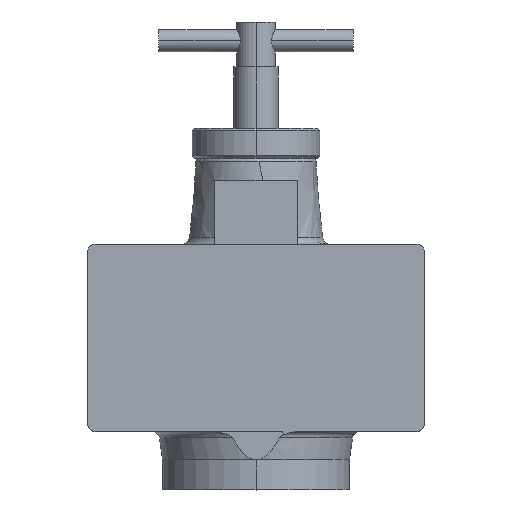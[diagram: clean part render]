
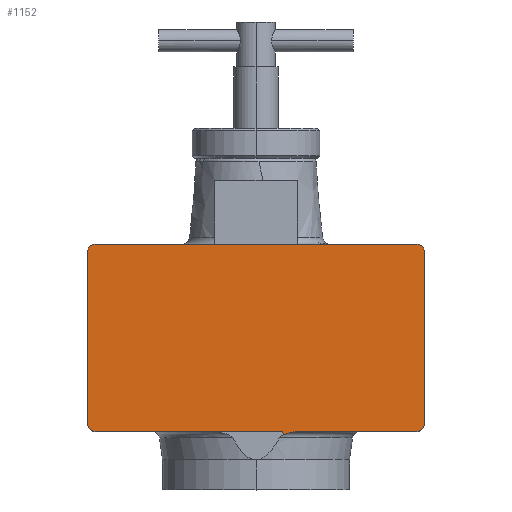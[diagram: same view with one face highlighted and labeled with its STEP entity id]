
A CAD part, top view. The second image highlights one B-rep face of the part: STEP entity #1152.
In plain terms, the highlighted planar face has unit normal (0, 0, 1).
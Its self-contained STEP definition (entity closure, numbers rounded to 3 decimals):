
#11 = CARTESIAN_POINT ( 'NONE',  ( 21.5, 12.5, 12.5 ) ) ;
#26 = ORIENTED_EDGE ( 'NONE', *, *, #1521, .T. ) ;
#55 = CARTESIAN_POINT ( 'NONE',  ( 1.19, -12.5, 12.5 ) ) ;
#74 = CIRCLE ( 'NONE', #1194, 1. ) ;
#77 = CARTESIAN_POINT ( 'NONE',  ( 3.571, -12.5, 12.5 ) ) ;
#91 = DIRECTION ( 'NONE',  ( 0., -1., 0. ) ) ;
#95 = AXIS2_PLACEMENT_3D ( 'NONE', #1374, #1380, #2094 ) ;
#106 = CARTESIAN_POINT ( 'NONE',  ( -22.5, -12.5, 12.5 ) ) ;
#112 = VERTEX_POINT ( 'NONE', #1636 ) ;
#134 = CARTESIAN_POINT ( 'NONE',  ( 3.628, -12.819, 12.5 ) ) ;
#175 = VERTEX_POINT ( 'NONE', #11 ) ;
#189 = CARTESIAN_POINT ( 'NONE',  ( 21.5, -11.5, 12.5 ) ) ;
#202 = CARTESIAN_POINT ( 'NONE',  ( 5.213, -12.545, 12.5 ) ) ;
#223 = CARTESIAN_POINT ( 'NONE',  ( 4.421, -12.711, 12.5 ) ) ;
#232 = VERTEX_POINT ( 'NONE', #1858 ) ;
#242 = CARTESIAN_POINT ( 'NONE',  ( -3.571, -12.5, 12.5 ) ) ;
#285 = EDGE_CURVE ( 'NONE', #232, #765, #444, .T. ) ;
#294 = VERTEX_POINT ( 'NONE', #983 ) ;
#319 = CARTESIAN_POINT ( 'NONE',  ( -21.5, 12.5, 12.5 ) ) ;
#336 = CARTESIAN_POINT ( 'NONE',  ( -22.5, 11.5, 12.5 ) ) ;
#349 = VERTEX_POINT ( 'NONE', #242 ) ;
#353 = EDGE_CURVE ( 'NONE', #112, #232, #1804, .T. ) ;
#373 = B_SPLINE_CURVE_WITH_KNOTS ( 'NONE', 3,
 ( #499, #853, #134, #1937 ),
 .UNSPECIFIED., .F., .F.,
 ( 4, 4 ),
 ( 0., 1. ),
 .UNSPECIFIED. ) ;
#374 = ORIENTED_EDGE ( 'NONE', *, *, #1289, .T. ) ;
#413 = CIRCLE ( 'NONE', #1167, 1. ) ;
#423 = CARTESIAN_POINT ( 'NONE',  ( -4.39, -12.5, 12.5 ) ) ;
#426 = CARTESIAN_POINT ( 'NONE',  ( -22.5, 12.5, 12.5 ) ) ;
#432 = CARTESIAN_POINT ( 'NONE',  ( -3.571, -12.5, 12.5 ) ) ;
#444 = LINE ( 'NONE', #1154, #2005 ) ;
#486 = DIRECTION ( 'NONE',  ( 0., 0., 1. ) ) ;
#499 = CARTESIAN_POINT ( 'NONE',  ( 3.571, -12.5, 12.5 ) ) ;
#514 = EDGE_CURVE ( 'NONE', #349, #1073, #1960, .T. ) ;
#522 = EDGE_CURVE ( 'NONE', #349, #294, #2315, .T. ) ;
#539 = ORIENTED_EDGE ( 'NONE', *, *, #808, .T. ) ;
#566 = AXIS2_PLACEMENT_3D ( 'NONE', #2156, #1783, #2308 ) ;
#583 = CARTESIAN_POINT ( 'NONE',  ( 4.034, -12.826, 12.5 ) ) ;
#612 = VECTOR ( 'NONE', #2283, 1000. ) ;
#613 = AXIS2_PLACEMENT_3D ( 'NONE', #1913, #486, #2090 ) ;
#618 = CARTESIAN_POINT ( 'NONE',  ( -6.027, -12.5, 12.5 ) ) ;
#627 = CARTESIAN_POINT ( 'NONE',  ( -22.5, -11.5, 12.5 ) ) ;
#629 = DIRECTION ( 'NONE',  ( 1., 0., 0. ) ) ;
#653 = ORIENTED_EDGE ( 'NONE', *, *, #353, .T. ) ;
#656 = VERTEX_POINT ( 'NONE', #1230 ) ;
#685 = VERTEX_POINT ( 'NONE', #336 ) ;
#696 = VECTOR ( 'NONE', #629, 1000. ) ;
#752 = LINE ( 'NONE', #1887, #696 ) ;
#756 = CARTESIAN_POINT ( 'NONE',  ( 4.617, -12.663, 12.5 ) ) ;
#765 = VERTEX_POINT ( 'NONE', #1091 ) ;
#800 = CARTESIAN_POINT ( 'NONE',  ( -21.5, -12.5, 12.5 ) ) ;
#803 = DIRECTION ( 'NONE',  ( 1., 0., 0. ) ) ;
#808 = EDGE_CURVE ( 'NONE', #1256, #959, #74, .T. ) ;
#853 = CARTESIAN_POINT ( 'NONE',  ( 3.599, -12.66, 12.5 ) ) ;
#863 = LINE ( 'NONE', #106, #1595 ) ;
#903 = VERTEX_POINT ( 'NONE', #1495 ) ;
#922 = DIRECTION ( 'NONE',  ( 0., 0., 1. ) ) ;
#945 = CARTESIAN_POINT ( 'NONE',  ( -21.5, -11.5, 12.5 ) ) ;
#958 = ORIENTED_EDGE ( 'NONE', *, *, #1069, .F. ) ;
#959 = VERTEX_POINT ( 'NONE', #800 ) ;
#972 = EDGE_CURVE ( 'NONE', #1381, #685, #1763, .T. ) ;
#982 = ORIENTED_EDGE ( 'NONE', *, *, #2095, .T. ) ;
#983 = CARTESIAN_POINT ( 'NONE',  ( -6.027, -12.5, 12.5 ) ) ;
#1010 = ORIENTED_EDGE ( 'NONE', *, *, #1781, .T. ) ;
#1016 = CARTESIAN_POINT ( 'NONE',  ( 3.571, -12.5, 12.5 ) ) ;
#1018 = ORIENTED_EDGE ( 'NONE', *, *, #1082, .T. ) ;
#1069 = EDGE_CURVE ( 'NONE', #903, #656, #1087, .T. ) ;
#1073 = VERTEX_POINT ( 'NONE', #1016 ) ;
#1082 = EDGE_CURVE ( 'NONE', #1073, #112, #373, .T. ) ;
#1087 = LINE ( 'NONE', #1741, #612 ) ;
#1091 = CARTESIAN_POINT ( 'NONE',  ( 21.5, -12.5, 12.5 ) ) ;
#1103 = CARTESIAN_POINT ( 'NONE',  ( 6.027, -12.5, 12.5 ) ) ;
#1131 = ORIENTED_EDGE ( 'NONE', *, *, #514, .T. ) ;
#1152 = ADVANCED_FACE ( 'NONE', ( #1504 ), #1240, .T. ) ;
#1154 = CARTESIAN_POINT ( 'NONE',  ( -22.5, -12.5, 12.5 ) ) ;
#1167 = AXIS2_PLACEMENT_3D ( 'NONE', #189, #2328, #1625 ) ;
#1194 = AXIS2_PLACEMENT_3D ( 'NONE', #945, #922, #1454 ) ;
#1219 = DIRECTION ( 'NONE',  ( 1., 0., 0. ) ) ;
#1230 = CARTESIAN_POINT ( 'NONE',  ( 22.5, -11.5, 12.5 ) ) ;
#1240 = PLANE ( 'NONE',  #566 ) ;
#1256 = VERTEX_POINT ( 'NONE', #627 ) ;
#1271 = ORIENTED_EDGE ( 'NONE', *, *, #522, .F. ) ;
#1280 = CARTESIAN_POINT ( 'NONE',  ( 3.842, -12.893, 12.5 ) ) ;
#1282 = VECTOR ( 'NONE', #91, 1000. ) ;
#1289 = EDGE_CURVE ( 'NONE', #959, #294, #863, .T. ) ;
#1323 = CARTESIAN_POINT ( 'NONE',  ( -3.571, -12.5, 12.5 ) ) ;
#1332 = CARTESIAN_POINT ( 'NONE',  ( -1.19, -12.5, 12.5 ) ) ;
#1374 = CARTESIAN_POINT ( 'NONE',  ( -21.5, 11.5, 12.5 ) ) ;
#1380 = DIRECTION ( 'NONE',  ( 0., 0., 1. ) ) ;
#1381 = VERTEX_POINT ( 'NONE', #319 ) ;
#1383 = ORIENTED_EDGE ( 'NONE', *, *, #285, .T. ) ;
#1454 = DIRECTION ( 'NONE',  ( 0., -1., 0. ) ) ;
#1471 = ORIENTED_EDGE ( 'NONE', *, *, #2181, .F. ) ;
#1495 = CARTESIAN_POINT ( 'NONE',  ( 22.5, 11.5, 12.5 ) ) ;
#1504 = FACE_OUTER_BOUND ( 'NONE', #1744, .T. ) ;
#1521 = EDGE_CURVE ( 'NONE', #765, #656, #413, .T. ) ;
#1595 = VECTOR ( 'NONE', #1219, 1000. ) ;
#1625 = DIRECTION ( 'NONE',  ( 0., -1., 0. ) ) ;
#1636 = CARTESIAN_POINT ( 'NONE',  ( 3.656, -12.979, 12.5 ) ) ;
#1741 = CARTESIAN_POINT ( 'NONE',  ( 22.5, 12.5, 12.5 ) ) ;
#1744 = EDGE_LOOP ( 'NONE', ( #1471, #1952, #982, #539, #374, #1271, #1131, #1018, #653, #1383, #26, #958, #1010 ) ) ;
#1761 = LINE ( 'NONE', #426, #1282 ) ;
#1763 = CIRCLE ( 'NONE', #95, 1. ) ;
#1781 = EDGE_CURVE ( 'NONE', #903, #175, #1882, .T. ) ;
#1783 = DIRECTION ( 'NONE',  ( 0., 0., 1. ) ) ;
#1804 = B_SPLINE_CURVE_WITH_KNOTS ( 'NONE', 3,
 ( #1875, #1280, #583, #223, #756, #202, #1834, #1103 ),
 .UNSPECIFIED., .F., .F.,
 ( 4, 2, 2, 4 ),
 ( 0., 0.001, 0.001, 0.002 ),
 .UNSPECIFIED. ) ;
#1834 = CARTESIAN_POINT ( 'NONE',  ( 5.619, -12.5, 12.5 ) ) ;
#1858 = CARTESIAN_POINT ( 'NONE',  ( 6.027, -12.5, 12.5 ) ) ;
#1875 = CARTESIAN_POINT ( 'NONE',  ( 3.656, -12.979, 12.5 ) ) ;
#1882 = CIRCLE ( 'NONE', #613, 1. ) ;
#1887 = CARTESIAN_POINT ( 'NONE',  ( -22.5, 12.5, 12.5 ) ) ;
#1913 = CARTESIAN_POINT ( 'NONE',  ( 21.5, 11.5, 12.5 ) ) ;
#1937 = CARTESIAN_POINT ( 'NONE',  ( 3.656, -12.979, 12.5 ) ) ;
#1952 = ORIENTED_EDGE ( 'NONE', *, *, #972, .T. ) ;
#1960 = B_SPLINE_CURVE_WITH_KNOTS ( 'NONE', 3,
 ( #1323, #1332, #55, #77 ),
 .UNSPECIFIED., .F., .F.,
 ( 4, 4 ),
 ( 0., 1. ),
 .UNSPECIFIED. ) ;
#2005 = VECTOR ( 'NONE', #803, 1000. ) ;
#2047 = CARTESIAN_POINT ( 'NONE',  ( -5.208, -12.5, 12.5 ) ) ;
#2090 = DIRECTION ( 'NONE',  ( 0., -1., 0. ) ) ;
#2094 = DIRECTION ( 'NONE',  ( 0., -1., 0. ) ) ;
#2095 = EDGE_CURVE ( 'NONE', #685, #1256, #1761, .T. ) ;
#2156 = CARTESIAN_POINT ( 'NONE',  ( -22.5, 12.5, 12.5 ) ) ;
#2181 = EDGE_CURVE ( 'NONE', #1381, #175, #752, .T. ) ;
#2283 = DIRECTION ( 'NONE',  ( 0., -1., 0. ) ) ;
#2308 = DIRECTION ( 'NONE',  ( 0., -1., 0. ) ) ;
#2315 = B_SPLINE_CURVE_WITH_KNOTS ( 'NONE', 3,
 ( #432, #423, #2047, #618 ),
 .UNSPECIFIED., .F., .F.,
 ( 4, 4 ),
 ( 0., 1. ),
 .UNSPECIFIED. ) ;
#2328 = DIRECTION ( 'NONE',  ( 0., 0., 1. ) ) ;
